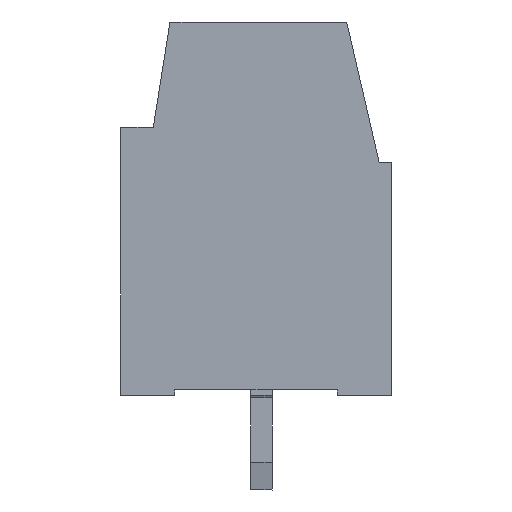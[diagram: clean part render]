
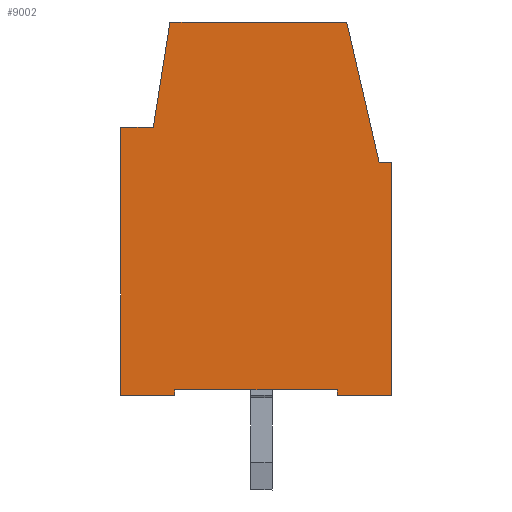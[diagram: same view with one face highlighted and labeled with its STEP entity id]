
A CAD part, left-side view. The second image highlights one B-rep face of the part: STEP entity #9002.
In plain terms, the highlighted planar face has unit normal (-1, 0, 0).
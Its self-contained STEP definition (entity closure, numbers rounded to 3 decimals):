
#8910=AXIS2_PLACEMENT_3D('Plane Axis2P3D',#8907,#8908,#8909) ;
#8518=CARTESIAN_POINT('Vertex',(0.,0.,12.101)) ;
#8521=CARTESIAN_POINT('Line Origine',(0.,0.,7.8)) ;
#8525=CARTESIAN_POINT('Vertex',(0.,0.,3.5)) ;
#8891=CARTESIAN_POINT('Vertex',(0.,0.445,12.1)) ;
#8894=CARTESIAN_POINT('Line Origine',(0.,0.223,12.1)) ;
#8907=CARTESIAN_POINT('Axis2P3D Location',(0.,3.449,14.)) ;
#8912=CARTESIAN_POINT('Line Origine',(0.,1.027,14.623)) ;
#8916=CARTESIAN_POINT('Vertex',(0.,1.609,17.145)) ;
#8919=CARTESIAN_POINT('Line Origine',(0.,1.627,17.223)) ;
#8923=CARTESIAN_POINT('Vertex',(0.,1.645,17.3)) ;
#8926=CARTESIAN_POINT('Line Origine',(0.,4.913,17.3)) ;
#8930=CARTESIAN_POINT('Vertex',(0.,8.181,17.301)) ;
#8933=CARTESIAN_POINT('Line Origine',(0.,8.49,15.351)) ;
#8937=CARTESIAN_POINT('Vertex',(0.,8.799,13.401)) ;
#8940=CARTESIAN_POINT('Line Origine',(0.,9.399,13.401)) ;
#8944=CARTESIAN_POINT('Vertex',(0.,9.999,13.401)) ;
#8947=CARTESIAN_POINT('Line Origine',(0.,10.,8.451)) ;
#8951=CARTESIAN_POINT('Vertex',(0.,10.,3.501)) ;
#8954=CARTESIAN_POINT('Line Origine',(0.,9.,3.501)) ;
#8958=CARTESIAN_POINT('Vertex',(0.,8.,3.501)) ;
#8961=CARTESIAN_POINT('Line Origine',(0.,8.,3.601)) ;
#8965=CARTESIAN_POINT('Vertex',(0.,8.,3.701)) ;
#8968=CARTESIAN_POINT('Line Origine',(0.,5.,3.7)) ;
#8972=CARTESIAN_POINT('Vertex',(0.,2.,3.7)) ;
#8975=CARTESIAN_POINT('Line Origine',(0.,2.,3.6)) ;
#8979=CARTESIAN_POINT('Vertex',(0.,2.,3.5)) ;
#8982=CARTESIAN_POINT('Line Origine',(0.,1.,3.5)) ;
#8522=DIRECTION('Vector Direction',(0.,0.,1.)) ;
#8895=DIRECTION('Vector Direction',(0.,-1.,0.001)) ;
#8908=DIRECTION('Axis2P3D Direction',(1.,0.,0.)) ;
#8909=DIRECTION('Axis2P3D XDirection',(0.,1.,0.)) ;
#8913=DIRECTION('Vector Direction',(0.,0.225,0.974)) ;
#8920=DIRECTION('Vector Direction',(0.,0.225,0.974)) ;
#8927=DIRECTION('Vector Direction',(0.,-1.,0.)) ;
#8934=DIRECTION('Vector Direction',(0.,0.157,-0.988)) ;
#8941=DIRECTION('Vector Direction',(0.,-1.,0.)) ;
#8948=DIRECTION('Vector Direction',(0.,0.,-1.)) ;
#8955=DIRECTION('Vector Direction',(0.,-1.,0.)) ;
#8962=DIRECTION('Vector Direction',(0.,0.,1.)) ;
#8969=DIRECTION('Vector Direction',(0.,-1.,0.)) ;
#8976=DIRECTION('Vector Direction',(0.,0.,-1.)) ;
#8983=DIRECTION('Vector Direction',(0.,-1.,0.)) ;
#8523=VECTOR('Line Direction',#8522,1.) ;
#8896=VECTOR('Line Direction',#8895,1.) ;
#8914=VECTOR('Line Direction',#8913,1.) ;
#8921=VECTOR('Line Direction',#8920,1.) ;
#8928=VECTOR('Line Direction',#8927,1.) ;
#8935=VECTOR('Line Direction',#8934,1.) ;
#8942=VECTOR('Line Direction',#8941,1.) ;
#8949=VECTOR('Line Direction',#8948,1.) ;
#8956=VECTOR('Line Direction',#8955,1.) ;
#8963=VECTOR('Line Direction',#8962,1.) ;
#8970=VECTOR('Line Direction',#8969,1.) ;
#8977=VECTOR('Line Direction',#8976,1.) ;
#8984=VECTOR('Line Direction',#8983,1.) ;
#8988=ORIENTED_EDGE('',*,*,#8527,.T.) ;
#8989=ORIENTED_EDGE('',*,*,#8898,.F.) ;
#8990=ORIENTED_EDGE('',*,*,#8918,.T.) ;
#8991=ORIENTED_EDGE('',*,*,#8925,.T.) ;
#8992=ORIENTED_EDGE('',*,*,#8932,.F.) ;
#8993=ORIENTED_EDGE('',*,*,#8939,.T.) ;
#8994=ORIENTED_EDGE('',*,*,#8946,.F.) ;
#8995=ORIENTED_EDGE('',*,*,#8953,.T.) ;
#8996=ORIENTED_EDGE('',*,*,#8960,.T.) ;
#8997=ORIENTED_EDGE('',*,*,#8967,.T.) ;
#8998=ORIENTED_EDGE('',*,*,#8974,.T.) ;
#8999=ORIENTED_EDGE('',*,*,#8981,.T.) ;
#9000=ORIENTED_EDGE('',*,*,#8986,.T.) ;
#9002=ADVANCED_FACE('COVER',(#9001),#8911,.F.) ;
#8527=EDGE_CURVE('',#8526,#8519,#8524,.T.) ;
#8898=EDGE_CURVE('',#8892,#8519,#8897,.T.) ;
#8918=EDGE_CURVE('',#8892,#8917,#8915,.T.) ;
#8925=EDGE_CURVE('',#8917,#8924,#8922,.T.) ;
#8932=EDGE_CURVE('',#8931,#8924,#8929,.T.) ;
#8939=EDGE_CURVE('',#8931,#8938,#8936,.T.) ;
#8946=EDGE_CURVE('',#8945,#8938,#8943,.T.) ;
#8953=EDGE_CURVE('',#8945,#8952,#8950,.T.) ;
#8960=EDGE_CURVE('',#8952,#8959,#8957,.T.) ;
#8967=EDGE_CURVE('',#8959,#8966,#8964,.T.) ;
#8974=EDGE_CURVE('',#8966,#8973,#8971,.T.) ;
#8981=EDGE_CURVE('',#8973,#8980,#8978,.T.) ;
#8986=EDGE_CURVE('',#8980,#8526,#8985,.T.) ;
#8987=EDGE_LOOP('',(#8988,#8989,#8990,#8991,#8992,#8993,#8994,#8995,#8996,#8997,#8998,#8999,#9000)) ;
#9001=FACE_OUTER_BOUND('',#8987,.T.) ;
#8524=LINE('Line',#8521,#8523) ;
#8897=LINE('Line',#8894,#8896) ;
#8915=LINE('Line',#8912,#8914) ;
#8922=LINE('Line',#8919,#8921) ;
#8929=LINE('Line',#8926,#8928) ;
#8936=LINE('Line',#8933,#8935) ;
#8943=LINE('Line',#8940,#8942) ;
#8950=LINE('Line',#8947,#8949) ;
#8957=LINE('Line',#8954,#8956) ;
#8964=LINE('Line',#8961,#8963) ;
#8971=LINE('Line',#8968,#8970) ;
#8978=LINE('Line',#8975,#8977) ;
#8985=LINE('Line',#8982,#8984) ;
#8911=PLANE('',#8910) ;
#8519=VERTEX_POINT('',#8518) ;
#8526=VERTEX_POINT('',#8525) ;
#8892=VERTEX_POINT('',#8891) ;
#8917=VERTEX_POINT('',#8916) ;
#8924=VERTEX_POINT('',#8923) ;
#8931=VERTEX_POINT('',#8930) ;
#8938=VERTEX_POINT('',#8937) ;
#8945=VERTEX_POINT('',#8944) ;
#8952=VERTEX_POINT('',#8951) ;
#8959=VERTEX_POINT('',#8958) ;
#8966=VERTEX_POINT('',#8965) ;
#8973=VERTEX_POINT('',#8972) ;
#8980=VERTEX_POINT('',#8979) ;
